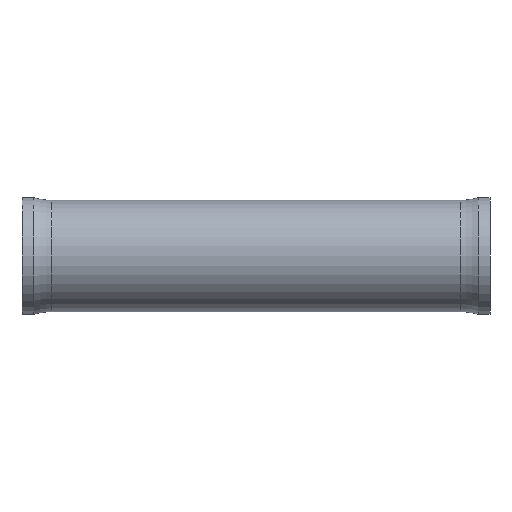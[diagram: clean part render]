
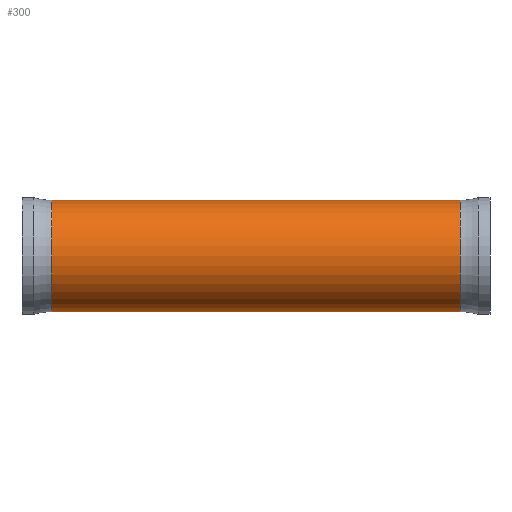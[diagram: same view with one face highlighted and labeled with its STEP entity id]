
A CAD part, left-side view. The second image highlights one B-rep face of the part: STEP entity #300.
In plain terms, the highlighted cylindrical face has radius 23.812 mm (diameter 47.625 mm), a partial arc.
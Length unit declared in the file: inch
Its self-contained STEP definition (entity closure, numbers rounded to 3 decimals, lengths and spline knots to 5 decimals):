
#8 = CARTESIAN_POINT ( 'NONE',  ( 0., 7.37562, -0.9375 ) ) ;
#20 = ORIENTED_EDGE ( 'NONE', *, *, #190, .F. ) ;
#43 = CARTESIAN_POINT ( 'NONE',  ( 0., 0.49839, -0.9375 ) ) ;
#47 = CARTESIAN_POINT ( 'NONE',  ( 0., 0.49839, 0. ) ) ;
#49 = CARTESIAN_POINT ( 'NONE',  ( 0., 0.49839, 0.9375 ) ) ;
#68 = CARTESIAN_POINT ( 'NONE',  ( 0., 7.37562, 0.9375 ) ) ;
#82 = DIRECTION ( 'NONE',  ( 0., 1., 0. ) ) ;
#87 = AXIS2_PLACEMENT_3D ( 'NONE', #47, #94, #301 ) ;
#94 = DIRECTION ( 'NONE',  ( 0., 1., 0. ) ) ;
#105 = EDGE_CURVE ( 'NONE', #511, #256, #452, .T. ) ;
#171 = CARTESIAN_POINT ( 'NONE',  ( 0., 7.37562, 0. ) ) ;
#177 = AXIS2_PLACEMENT_3D ( 'NONE', #171, #355, #347 ) ;
#190 = EDGE_CURVE ( 'NONE', #604, #265, #369, .T. ) ;
#215 = CIRCLE ( 'NONE', #177, 0.9375 ) ;
#227 = CYLINDRICAL_SURFACE ( 'NONE', #394, 0.9375 ) ;
#230 = EDGE_CURVE ( 'NONE', #604, #511, #291, .T. ) ;
#232 = DIRECTION ( 'NONE',  ( 0., 1., 0. ) ) ;
#255 = EDGE_LOOP ( 'NONE', ( #20, #287, #295, #257 ) ) ;
#256 = VERTEX_POINT ( 'NONE', #68 ) ;
#257 = ORIENTED_EDGE ( 'NONE', *, *, #395, .F. ) ;
#265 = VERTEX_POINT ( 'NONE', #8 ) ;
#287 = ORIENTED_EDGE ( 'NONE', *, *, #230, .T. ) ;
#291 = CIRCLE ( 'NONE', #87, 0.9375 ) ;
#295 = ORIENTED_EDGE ( 'NONE', *, *, #105, .T. ) ;
#300 = ADVANCED_FACE ( 'NONE', ( #606 ), #227, .T. ) ;
#301 = DIRECTION ( 'NONE',  ( 0., 0., 1. ) ) ;
#327 = DIRECTION ( 'NONE',  ( 0., 0., 1. ) ) ;
#347 = DIRECTION ( 'NONE',  ( 0., 0., 1. ) ) ;
#355 = DIRECTION ( 'NONE',  ( 0., 1., 0. ) ) ;
#369 = LINE ( 'NONE', #536, #545 ) ;
#374 = CARTESIAN_POINT ( 'NONE',  ( 0., 5.49933, 0.9375 ) ) ;
#394 = AXIS2_PLACEMENT_3D ( 'NONE', #455, #520, #327 ) ;
#395 = EDGE_CURVE ( 'NONE', #265, #256, #215, .T. ) ;
#452 = LINE ( 'NONE', #374, #544 ) ;
#455 = CARTESIAN_POINT ( 'NONE',  ( 0., 5.49933, 0. ) ) ;
#511 = VERTEX_POINT ( 'NONE', #49 ) ;
#520 = DIRECTION ( 'NONE',  ( 0., 1., 0. ) ) ;
#536 = CARTESIAN_POINT ( 'NONE',  ( 0., 5.49933, -0.9375 ) ) ;
#544 = VECTOR ( 'NONE', #82, 39.37008 ) ;
#545 = VECTOR ( 'NONE', #232, 39.37008 ) ;
#604 = VERTEX_POINT ( 'NONE', #43 ) ;
#606 = FACE_OUTER_BOUND ( 'NONE', #255, .T. ) ;
